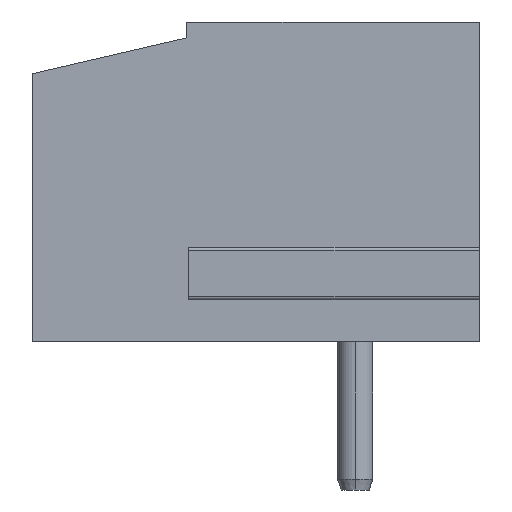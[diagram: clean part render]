
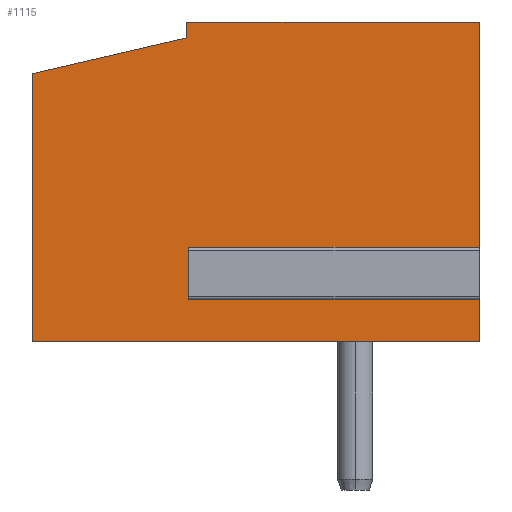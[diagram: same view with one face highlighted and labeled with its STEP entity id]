
A CAD part, left-side view. The second image highlights one B-rep face of the part: STEP entity #1115.
In plain terms, the highlighted planar face has unit normal (-1, 0, 0).
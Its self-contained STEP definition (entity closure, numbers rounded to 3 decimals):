
#1115=ADVANCED_FACE('',(#3980),#2617,.F.);
#2617=PLANE('',#29847);
#3980=FACE_OUTER_BOUND('',#5459,.T.);
#5459=EDGE_LOOP('',(#7215,#7216,#7217,#7218,#7219,#7220,#7221,#7222,#7223,
#7224));
#7215=ORIENTED_EDGE('',*,*,#18401,.F.);
#7216=ORIENTED_EDGE('',*,*,#18402,.F.);
#7217=ORIENTED_EDGE('',*,*,#18403,.F.);
#7218=ORIENTED_EDGE('',*,*,#18404,.F.);
#7219=ORIENTED_EDGE('',*,*,#18405,.F.);
#7220=ORIENTED_EDGE('',*,*,#18392,.F.);
#7221=ORIENTED_EDGE('',*,*,#18368,.F.);
#7222=ORIENTED_EDGE('',*,*,#18400,.F.);
#7223=ORIENTED_EDGE('',*,*,#18406,.F.);
#7224=ORIENTED_EDGE('',*,*,#18407,.F.);
#15516=VERTEX_POINT('',#39527);
#15520=VERTEX_POINT('',#39535);
#15532=VERTEX_POINT('',#39581);
#15537=VERTEX_POINT('',#39599);
#15538=VERTEX_POINT('',#39603);
#15539=VERTEX_POINT('',#39604);
#15540=VERTEX_POINT('',#39606);
#15541=VERTEX_POINT('',#39608);
#15542=VERTEX_POINT('',#39610);
#15543=VERTEX_POINT('',#39613);
#18368=EDGE_CURVE('',#15520,#15516,#22538,.T.);
#18392=EDGE_CURVE('',#15516,#15532,#22556,.T.);
#18400=EDGE_CURVE('',#15537,#15520,#22562,.T.);
#18401=EDGE_CURVE('',#15538,#15539,#22563,.T.);
#18402=EDGE_CURVE('',#15540,#15538,#22564,.T.);
#18403=EDGE_CURVE('',#15541,#15540,#22565,.T.);
#18404=EDGE_CURVE('',#15542,#15541,#22566,.T.);
#18405=EDGE_CURVE('',#15532,#15542,#22567,.T.);
#18406=EDGE_CURVE('',#15543,#15537,#22568,.T.);
#18407=EDGE_CURVE('',#15539,#15543,#22569,.T.);
#22538=LINE('',#39536,#26160);
#22556=LINE('',#39584,#26178);
#22562=LINE('',#39600,#26184);
#22563=LINE('',#39602,#26185);
#22564=LINE('',#39605,#26186);
#22565=LINE('',#39607,#26187);
#22566=LINE('',#39609,#26188);
#22567=LINE('',#39611,#26189);
#22568=LINE('',#39612,#26190);
#22569=LINE('',#39614,#26191);
#26160=VECTOR('',#31886,1.);
#26178=VECTOR('',#31938,1.);
#26184=VECTOR('',#31956,1.);
#26185=VECTOR('',#31959,1.);
#26186=VECTOR('',#31960,1.);
#26187=VECTOR('',#31961,1.);
#26188=VECTOR('',#31962,1.);
#26189=VECTOR('',#31963,1.);
#26190=VECTOR('',#31964,1.);
#26191=VECTOR('',#31965,1.);
#29847=AXIS2_PLACEMENT_3D('',#39615,#31966,#31967);
#31886=DIRECTION('',(0.,0.,-1.));
#31938=DIRECTION('',(0.,-1.,0.));
#31956=DIRECTION('',(0.,1.,0.));
#31959=DIRECTION('',(0.,0.,1.));
#31960=DIRECTION('',(0.,-0.974,0.227));
#31961=DIRECTION('',(0.,0.,1.));
#31962=DIRECTION('',(0.,1.,0.));
#31963=DIRECTION('',(0.,0.,-1.));
#31964=DIRECTION('',(0.,0.,-1.));
#31965=DIRECTION('',(0.,-1.,0.));
#31966=DIRECTION('',(1.,0.,0.));
#31967=DIRECTION('',(0.,0.,-1.));
#39527=CARTESIAN_POINT('',(11.167,22.614,-8.233));
#39535=CARTESIAN_POINT('',(11.167,22.614,-7.033));
#39536=CARTESIAN_POINT('',(11.167,22.614,-7.033));
#39581=CARTESIAN_POINT('',(11.167,14.414,-8.233));
#39584=CARTESIAN_POINT('',(11.167,22.614,-8.233));
#39599=CARTESIAN_POINT('',(11.167,14.414,-7.033));
#39600=CARTESIAN_POINT('',(11.167,14.414,-7.033));
#39602=CARTESIAN_POINT('',(11.167,22.665,-0.986));
#39603=CARTESIAN_POINT('',(11.167,22.665,-0.986));
#39604=CARTESIAN_POINT('',(11.167,22.665,-0.539));
#39605=CARTESIAN_POINT('',(11.167,27.014,-1.998));
#39606=CARTESIAN_POINT('',(11.167,27.014,-1.998));
#39607=CARTESIAN_POINT('',(11.167,27.014,-9.539));
#39608=CARTESIAN_POINT('',(11.167,27.014,-9.539));
#39609=CARTESIAN_POINT('',(11.167,14.414,-9.539));
#39610=CARTESIAN_POINT('',(11.167,14.414,-9.539));
#39611=CARTESIAN_POINT('',(11.167,14.414,-8.233));
#39612=CARTESIAN_POINT('',(11.167,14.414,-0.539));
#39613=CARTESIAN_POINT('',(11.167,14.414,-0.539));
#39614=CARTESIAN_POINT('',(11.167,22.665,-0.539));
#39615=CARTESIAN_POINT('',(11.167,20.714,-5.039));
